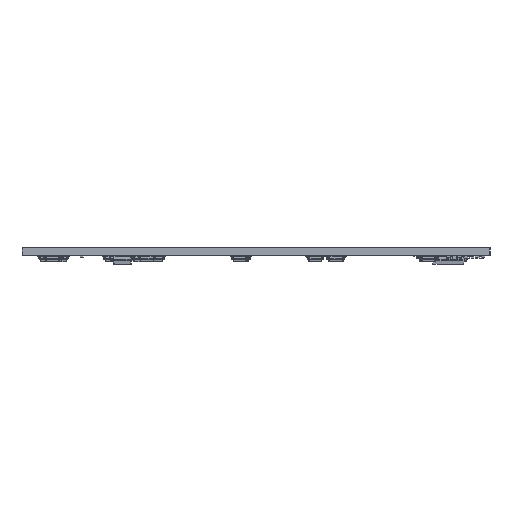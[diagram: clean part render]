
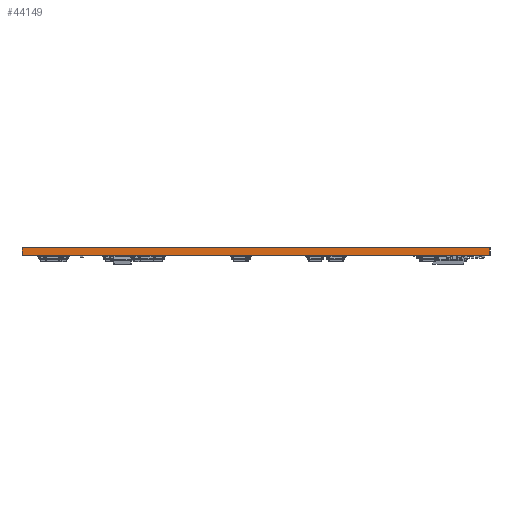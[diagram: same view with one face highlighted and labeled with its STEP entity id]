
A CAD part, left-side view. The second image highlights one B-rep face of the part: STEP entity #44149.
In plain terms, the highlighted planar face has unit normal (-1, 0, 0).
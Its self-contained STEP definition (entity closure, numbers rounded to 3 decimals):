
#44093 = VERTEX_POINT('',#44094);
#44094 = CARTESIAN_POINT('',(65.935,-176.18,1.6));
#44100 = EDGE_CURVE('',#44101,#44093,#44103,.T.);
#44101 = VERTEX_POINT('',#44102);
#44102 = CARTESIAN_POINT('',(65.935,-176.18,0.));
#44103 = LINE('',#44104,#44105);
#44104 = CARTESIAN_POINT('',(65.935,-176.18,0.));
#44105 = VECTOR('',#44106,1.);
#44106 = DIRECTION('',(0.,0.,1.));
#44149 = ADVANCED_FACE('',(#44150),#44175,.T.);
#44150 = FACE_BOUND('',#44151,.T.);
#44151 = EDGE_LOOP('',(#44152,#44153,#44161,#44169));
#44152 = ORIENTED_EDGE('',*,*,#44100,.T.);
#44153 = ORIENTED_EDGE('',*,*,#44154,.T.);
#44154 = EDGE_CURVE('',#44093,#44155,#44157,.T.);
#44155 = VERTEX_POINT('',#44156);
#44156 = CARTESIAN_POINT('',(65.935,-80.93,1.6));
#44157 = LINE('',#44158,#44159);
#44158 = CARTESIAN_POINT('',(65.935,-176.18,1.6));
#44159 = VECTOR('',#44160,1.);
#44160 = DIRECTION('',(0.,1.,0.));
#44161 = ORIENTED_EDGE('',*,*,#44162,.F.);
#44162 = EDGE_CURVE('',#44163,#44155,#44165,.T.);
#44163 = VERTEX_POINT('',#44164);
#44164 = CARTESIAN_POINT('',(65.935,-80.93,0.));
#44165 = LINE('',#44166,#44167);
#44166 = CARTESIAN_POINT('',(65.935,-80.93,0.));
#44167 = VECTOR('',#44168,1.);
#44168 = DIRECTION('',(0.,0.,1.));
#44169 = ORIENTED_EDGE('',*,*,#44170,.F.);
#44170 = EDGE_CURVE('',#44101,#44163,#44171,.T.);
#44171 = LINE('',#44172,#44173);
#44172 = CARTESIAN_POINT('',(65.935,-176.18,0.));
#44173 = VECTOR('',#44174,1.);
#44174 = DIRECTION('',(0.,1.,0.));
#44175 = PLANE('',#44176);
#44176 = AXIS2_PLACEMENT_3D('',#44177,#44178,#44179);
#44177 = CARTESIAN_POINT('',(65.935,-176.18,0.));
#44178 = DIRECTION('',(-1.,0.,0.));
#44179 = DIRECTION('',(0.,1.,0.));
